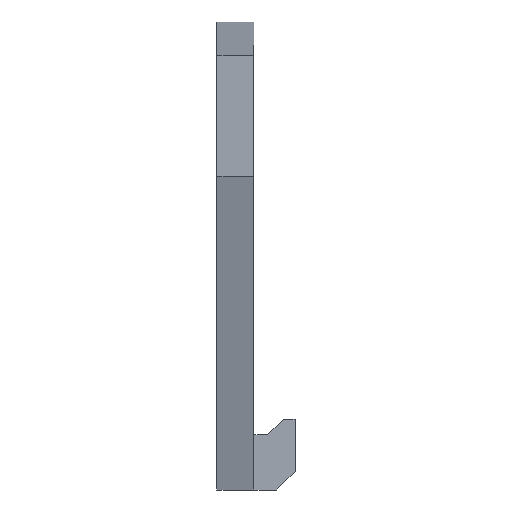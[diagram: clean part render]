
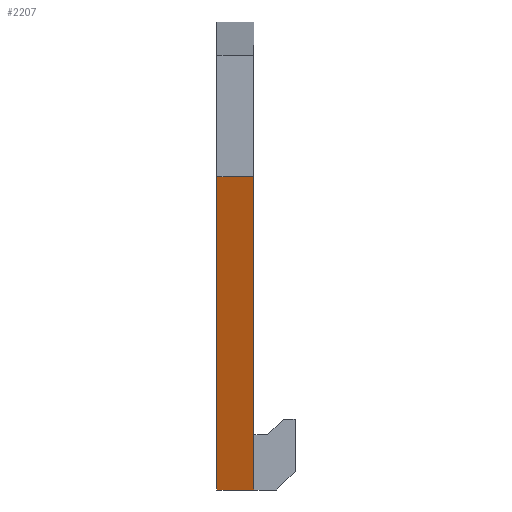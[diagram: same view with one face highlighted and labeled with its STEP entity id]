
A CAD part, left-side view. The second image highlights one B-rep face of the part: STEP entity #2207.
In plain terms, the highlighted planar face has unit normal (-0.955, 0, -0.297).
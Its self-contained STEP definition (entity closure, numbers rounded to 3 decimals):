
#197=FACE_OUTER_BOUND('',#341,.T.);
#341=EDGE_LOOP('',(#1818,#1819,#1820,#1821));
#403=LINE('',#3057,#657);
#436=LINE('',#3152,#690);
#454=LINE('',#3320,#708);
#567=LINE('',#3573,#821);
#657=VECTOR('',#2457,10.);
#690=VECTOR('',#2522,10.);
#708=VECTOR('',#2590,10.);
#821=VECTOR('',#2843,10.);
#909=VERTEX_POINT('',#3054);
#910=VERTEX_POINT('',#3056);
#956=VERTEX_POINT('',#3150);
#985=VERTEX_POINT('',#3318);
#1107=EDGE_CURVE('',#910,#909,#403,.T.);
#1155=EDGE_CURVE('',#909,#956,#436,.T.);
#1197=EDGE_CURVE('',#985,#956,#454,.T.);
#1322=EDGE_CURVE('',#910,#985,#567,.T.);
#1818=ORIENTED_EDGE('',*,*,#1107,.T.);
#1819=ORIENTED_EDGE('',*,*,#1155,.T.);
#1820=ORIENTED_EDGE('',*,*,#1197,.F.);
#1821=ORIENTED_EDGE('',*,*,#1322,.F.);
#2088=PLANE('',#2384);
#2207=ADVANCED_FACE('',(#197),#2088,.T.);
#2384=AXIS2_PLACEMENT_3D('',#3572,#2841,#2842);
#2457=DIRECTION('',(-0.297,0.,0.955));
#2522=DIRECTION('',(0.,1.,0.));
#2590=DIRECTION('',(-0.297,0.,0.955));
#2841=DIRECTION('center_axis',(-0.955,0.,-0.297));
#2842=DIRECTION('ref_axis',(-0.297,0.,0.955));
#2843=DIRECTION('',(0.,1.,0.));
#3054=CARTESIAN_POINT('',(-30.8,26.9,94.629));
#3056=CARTESIAN_POINT('',(-15.,26.9,43.8));
#3057=CARTESIAN_POINT('',(-15.,26.9,43.8));
#3150=CARTESIAN_POINT('',(-30.8,32.9,94.629));
#3152=CARTESIAN_POINT('',(-30.8,26.9,94.629));
#3318=CARTESIAN_POINT('',(-15.,32.9,43.8));
#3320=CARTESIAN_POINT('',(-15.,32.9,43.8));
#3572=CARTESIAN_POINT('Origin',(-15.,26.9,43.8));
#3573=CARTESIAN_POINT('',(-15.,26.9,43.8));
